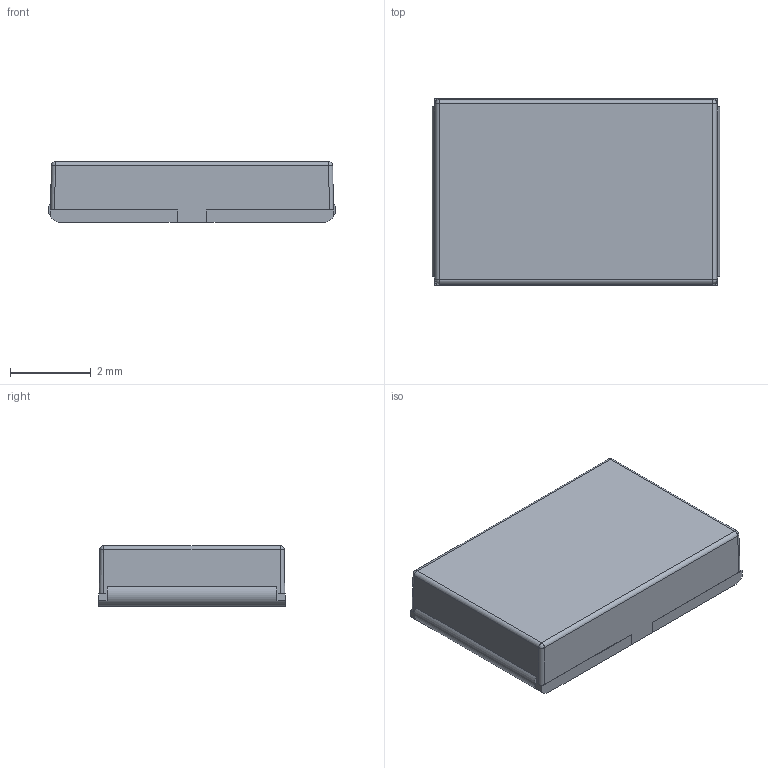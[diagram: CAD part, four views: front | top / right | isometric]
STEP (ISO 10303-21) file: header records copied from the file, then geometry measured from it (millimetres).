
FILE_DESCRIPTION(/* description */ (''),/* implementation_level */ '2;1');
FILE_NAME(/* name */ 'VISHAY WSHP2818.step',/* time_stamp */ '2020-02-04T02:56:50+00:00',/* author */ (''),/* organization */ (''),/* preprocessor_version */ 'ST-DEVELOPER v18',/* originating_system */ 'Autodesk Translation Framework v8.12.0.6',/* authorisation */ '');
FILE_SCHEMA (('AUTOMOTIVE_DESIGN { 1 0 10303 214 3 1 1 }'));
Length unit declared in the file: millimetre
Products named in the file (1): VISHAY WSHP2818
Bounding box: 7.1 x 4.6 x 1.5 mm (x, y, z)
Volume: 47.8 mm3; surface area: 96.8 mm2
Topology: 1 solids, 1 shells, 46 faces, 112 edges, 68 vertices
Faces by surface type: plane 32, cylinder 10, sphere 4
Entity records: 1385 total; most frequent: DIRECTION 230, CARTESIAN_POINT 227, ORIENTED_EDGE 224, EDGE_CURVE 112, LINE 88, VECTOR 88, AXIS2_PLACEMENT_3D 71, VERTEX_POINT 68
